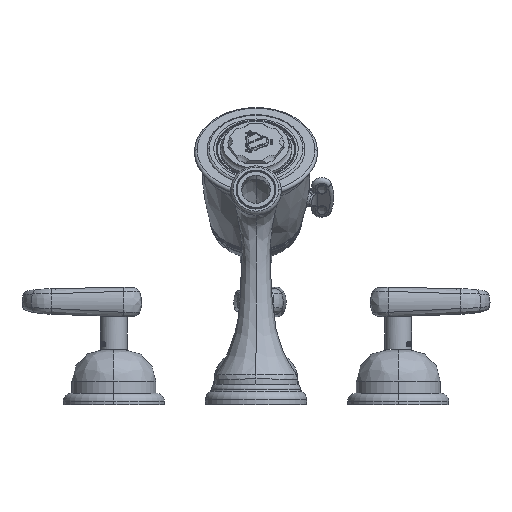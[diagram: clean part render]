
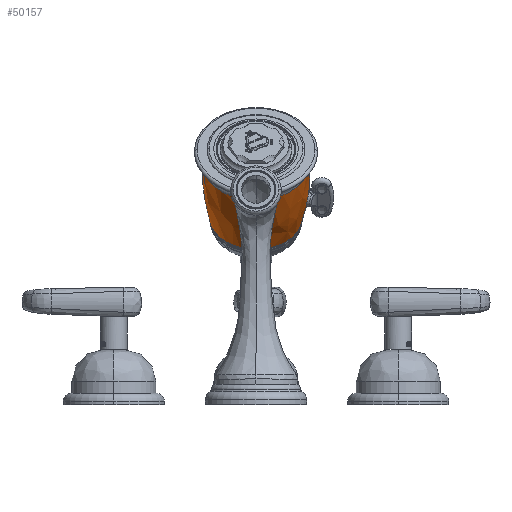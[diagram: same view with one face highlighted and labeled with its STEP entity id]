
A CAD part, front view. The second image highlights one B-rep face of the part: STEP entity #50157.
In plain terms, the highlighted free-form (B-spline) face has degree [3, 3] with [7, 4] control points.
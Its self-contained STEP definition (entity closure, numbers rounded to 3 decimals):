
#49722=CARTESIAN_POINT('',(1.408,10.09,7.243));
#49734=CARTESIAN_POINT('',(1.481,9.701,7.633));
#49773=CARTESIAN_POINT('',(1.408,10.09,7.243));
#49774=CARTESIAN_POINT('',(1.408,10.078,7.231));
#49775=CARTESIAN_POINT('',(1.408,10.051,7.208));
#49776=CARTESIAN_POINT('',(1.408,10.001,7.182));
#49777=CARTESIAN_POINT('',(1.407,9.949,7.166));
#49778=CARTESIAN_POINT('',(1.408,9.895,7.161));
#49779=CARTESIAN_POINT('',(1.409,9.841,7.166));
#49780=CARTESIAN_POINT('',(1.412,9.789,7.182));
#49781=CARTESIAN_POINT('',(1.416,9.741,7.208));
#49782=CARTESIAN_POINT('',(1.421,9.713,7.231));
#49783=CARTESIAN_POINT('',(1.423,9.701,7.243));
#49785=CARTESIAN_POINT('',(-6.356,9.163,
8.171));
#49786=DIRECTION('',(0.,0.707,0.707));
#49787=DIRECTION('',(0.986,0.118,-0.118));
#49788=AXIS2_PLACEMENT_3D('',#49785,#49786,#49787);
#49790=CARTESIAN_POINT('',(6.356,9.163,8.171));
#49791=DIRECTION('',(0.,-0.707,-0.707));
#49792=DIRECTION('',(-0.999,-0.032,0.032));
#49793=AXIS2_PLACEMENT_3D('',#49790,#49791,#49792);
#49795=CARTESIAN_POINT('',(0.,8.911,8.423));
#49796=DIRECTION('',(0.,0.707,-0.707));
#49797=DIRECTION('',(1.,0.,0.));
#49798=AXIS2_PLACEMENT_3D('',#49795,#49796,#49797);
#49800=CARTESIAN_POINT('',(-6.356,9.163,
8.171));
#49801=DIRECTION('',(0.,0.707,0.707));
#49802=DIRECTION('',(0.999,-0.032,0.032));
#49803=AXIS2_PLACEMENT_3D('',#49800,#49801,#49802);
#49805=CARTESIAN_POINT('',(1.481,9.701,7.633));
#49806=CARTESIAN_POINT('',(1.481,9.688,7.62));
#49807=CARTESIAN_POINT('',(1.48,9.666,7.593));
#49808=CARTESIAN_POINT('',(1.476,9.639,7.544));
#49809=CARTESIAN_POINT('',(1.469,9.624,7.492));
#49810=CARTESIAN_POINT('',(1.46,9.618,7.439));
#49811=CARTESIAN_POINT('',(1.451,9.623,7.385));
#49812=CARTESIAN_POINT('',(1.441,9.639,7.333));
#49813=CARTESIAN_POINT('',(1.431,9.665,7.284));
#49814=CARTESIAN_POINT('',(1.426,9.688,7.256));
#49815=CARTESIAN_POINT('',(1.423,9.701,7.243));
#49822=CARTESIAN_POINT('',(0.,10.455,6.878));
#49823=DIRECTION('',(0.,0.707,-0.707));
#49824=DIRECTION('',(1.,0.,0.));
#49825=AXIS2_PLACEMENT_3D('',#49822,#49823,#49824);
#49888=CARTESIAN_POINT('',(1.51,8.911,8.423));
#49889=VERTEX_POINT('',#49888);
#49894=CARTESIAN_POINT('',(-1.51,8.911,
8.423));
#49895=VERTEX_POINT('',#49894);
#49908=CARTESIAN_POINT('',(1.303,10.455,6.878));
#49909=CARTESIAN_POINT('',(-1.303,10.455,
6.878));
#49910=VERTEX_POINT('',#49908);
#49911=VERTEX_POINT('',#49909);
#49915=VERTEX_POINT('',#49722);
#49916=VERTEX_POINT('',#49734);
#49918=VERTEX_POINT('',#49783);
#50117=CARTESIAN_POINT('',(-1.29,10.543,
6.905));
#50118=CARTESIAN_POINT('',(-1.472,10.025,
7.439));
#50119=CARTESIAN_POINT('',(-1.544,9.489,
7.982));
#50120=CARTESIAN_POINT('',(-1.505,8.947,
8.521));
#50121=CARTESIAN_POINT('',(-1.34,9.982,
6.344));
#50122=CARTESIAN_POINT('',(-1.529,9.385,
6.799));
#50123=CARTESIAN_POINT('',(-1.604,8.818,
7.31));
#50124=CARTESIAN_POINT('',(-1.563,8.292,
7.866));
#50125=CARTESIAN_POINT('',(-0.795,9.572,
5.934));
#50126=CARTESIAN_POINT('',(-0.907,8.917,
6.331));
#50127=CARTESIAN_POINT('',(-0.952,8.327,
6.819));
#50128=CARTESIAN_POINT('',(-0.928,7.814,
7.387));
#50129=CARTESIAN_POINT('',(0.,9.572,5.934));
#50130=CARTESIAN_POINT('',(0.,8.917,6.331));
#50131=CARTESIAN_POINT('',(0.,8.327,6.819));
#50132=CARTESIAN_POINT('',(0.,7.814,7.387));
#50133=CARTESIAN_POINT('',(0.795,9.572,
5.934));
#50134=CARTESIAN_POINT('',(0.907,8.917,
6.331));
#50135=CARTESIAN_POINT('',(0.952,8.327,
6.819));
#50136=CARTESIAN_POINT('',(0.928,7.814,
7.387));
#50137=CARTESIAN_POINT('',(1.34,9.982,6.344));
#50138=CARTESIAN_POINT('',(1.529,9.385,6.799));
#50139=CARTESIAN_POINT('',(1.604,8.818,7.31));
#50140=CARTESIAN_POINT('',(1.563,8.292,7.866));
#50141=CARTESIAN_POINT('',(1.29,10.543,6.905));
#50142=CARTESIAN_POINT('',(1.472,10.025,7.439));
#50143=CARTESIAN_POINT('',(1.544,9.489,7.982));
#50144=CARTESIAN_POINT('',(1.505,8.947,8.521));
#50145=(BOUNDED_SURFACE()B_SPLINE_SURFACE(3,3,((#50117,#50118,#50119,#50120),(
#50121,#50122,#50123,#50124),(#50125,#50126,#50127,#50128),(#50129,#50130,
#50131,#50132),(#50133,#50134,#50135,#50136),(#50137,#50138,#50139,#50140),(
#50141,#50142,#50143,#50144)),.UNSPECIFIED.,.F.,.F.,.F.)B_SPLINE_SURFACE_WITH_KNOTS((4,3,4),(4,4),(0.,1.,2.),(0.,1.),.UNSPECIFIED.)GEOMETRIC_REPRESENTATION_ITEM()RATIONAL_B_SPLINE_SURFACE(((1.194,1.185,
1.185,1.194),(0.943,0.936,
0.936,0.943),(0.943,0.936,
0.936,0.943),(1.194,1.185,
1.185,1.194),(0.943,0.936,
0.936,0.943),(0.943,0.936,
0.936,0.943),(1.194,1.185,
1.185,1.194)))REPRESENTATION_ITEM('')SURFACE());
#50146=ORIENTED_EDGE('',*,*,#50108,.F.);
#50147=ORIENTED_EDGE('',*,*,#50093,.T.);
#50149=ORIENTED_EDGE('',*,*,#50148,.T.);
#50150=ORIENTED_EDGE('',*,*,#50089,.F.);
#50151=ORIENTED_EDGE('',*,*,#50032,.F.);
#50152=ORIENTED_EDGE('',*,*,#50086,.T.);
#50154=ORIENTED_EDGE('',*,*,#50153,.T.);
#50155=EDGE_LOOP('',(#50146,#50147,#50149,#50150,#50151,#50152,#50154));
#50156=FACE_OUTER_BOUND('',#50155,.F.);
#50157=ADVANCED_FACE('',(#50156),#50145,.T.);
#49784=B_SPLINE_CURVE_WITH_KNOTS('',3,(#49773,#49774,#49775,#49776,#49777,
#49778,#49779,#49780,#49781,#49782,#49783),.UNSPECIFIED.,.F.,.F.,(4,1,1,1,1,1,1,
1,4),(0.,0.125,0.25,0.375,0.5,0.625,0.75,0.875,1.),
.UNSPECIFIED.);
#49789=CIRCLE('',#49788,7.874);
#49794=CIRCLE('',#49793,7.874);
#49799=CIRCLE('',#49798,1.51);
#49804=CIRCLE('',#49803,7.874);
#49816=B_SPLINE_CURVE_WITH_KNOTS('',3,(#49805,#49806,#49807,#49808,#49809,
#49810,#49811,#49812,#49813,#49814,#49815),.UNSPECIFIED.,.F.,.F.,(4,1,1,1,1,1,1,
1,4),(0.,0.125,0.25,0.375,0.5,0.625,0.75,0.875,1.),
.UNSPECIFIED.);
#49826=CIRCLE('',#49825,1.303);
#50032=EDGE_CURVE('',#49889,#49895,#49799,.T.);
#50086=EDGE_CURVE('',#49889,#49916,#49804,.T.);
#50089=EDGE_CURVE('',#49895,#49911,#49794,.T.);
#50093=EDGE_CURVE('',#49915,#49910,#49789,.T.);
#50108=EDGE_CURVE('',#49915,#49918,#49784,.T.);
#50148=EDGE_CURVE('',#49910,#49911,#49826,.T.);
#50153=EDGE_CURVE('',#49916,#49918,#49816,.T.);
